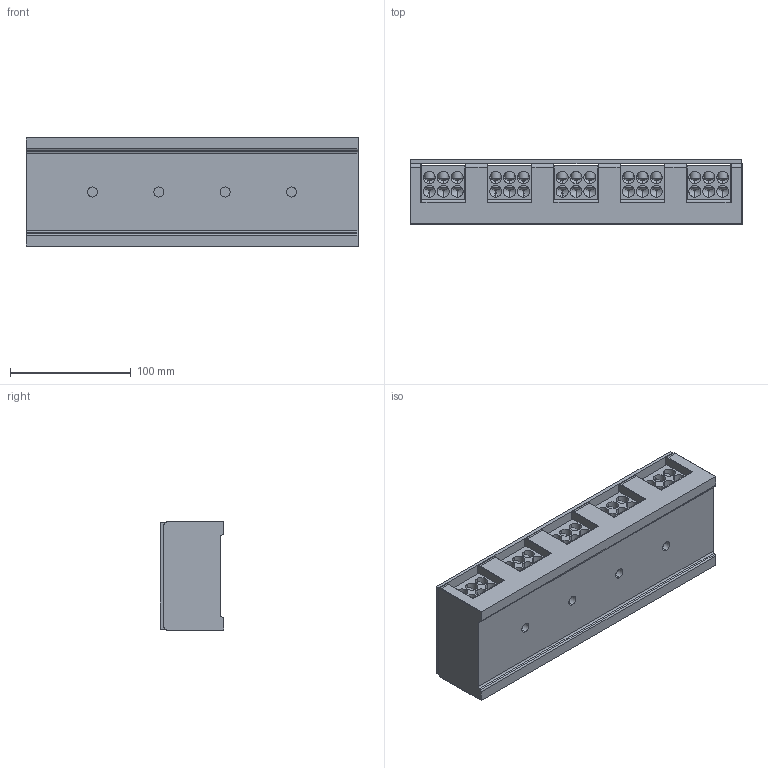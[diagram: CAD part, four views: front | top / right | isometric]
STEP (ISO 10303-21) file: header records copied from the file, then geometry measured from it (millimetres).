
FILE_DESCRIPTION((''),'2;1');
FILE_NAME('UDJ-4005_6_35','2024-07-05T',('dell'),(''),'PRO/ENGINEER BY PARAMETRIC TECHNOLOGY CORPORATION, 2013230','PRO/ENGINEER BY PARAMETRIC TECHNOLOGY CORPORATION, 2013230','');
FILE_SCHEMA(('AUTOMOTIVE_DESIGN { 1 0 10303 214 1 1 1 1 }'));
Products named in the file (1): UDJ-4005_6_35
Bounding box: 275 x 53 x 90 mm (x, y, z)
Volume: 927223.9 mm3; surface area: 228308.4 mm2
Topology: 5 solids, 46 shells, 2488 faces, 6880 edges, 4325 vertices
Faces by surface type: plane 1461, cylinder 547, cone 230, bspline 144, sphere 60, torus 44, extrusion 2
Entity records: 88971 total; most frequent: CARTESIAN_POINT 27240, ORIENTED_EDGE 13380, DIRECTION 11940, EDGE_CURVE 6690, VECTOR 4456, LINE 4454, VERTEX_POINT 4325, AXIS2_PLACEMENT_3D 3742
